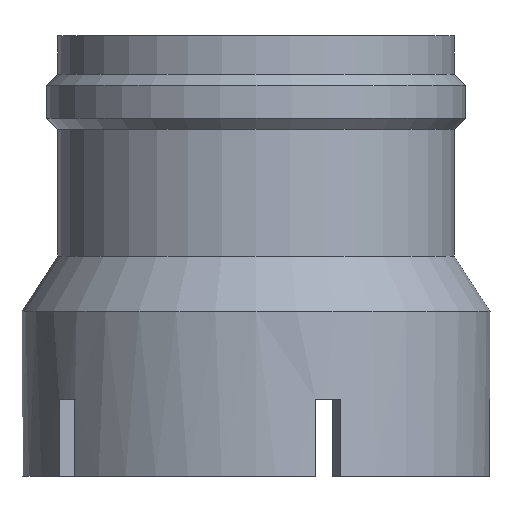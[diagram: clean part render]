
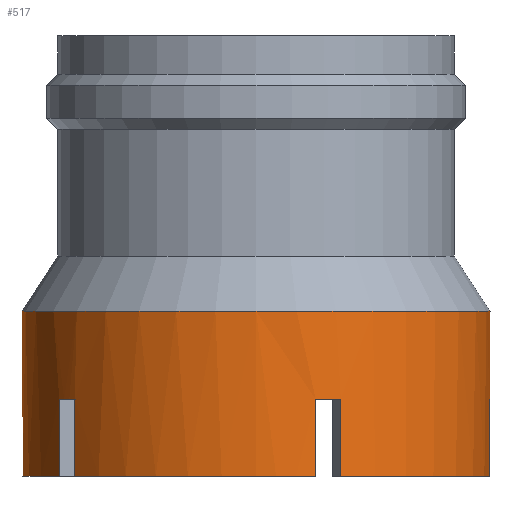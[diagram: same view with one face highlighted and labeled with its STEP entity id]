
A CAD part, left-side view. The second image highlights one B-rep face of the part: STEP entity #517.
In plain terms, the highlighted cylindrical face has radius 10.625 mm (diameter 21.25 mm), a full revolution.
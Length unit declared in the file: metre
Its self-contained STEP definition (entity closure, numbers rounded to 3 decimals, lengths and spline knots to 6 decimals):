
#19=LINE('',#785,#59);
#22=LINE('',#791,#62);
#28=LINE('',#812,#68);
#30=LINE('',#815,#70);
#36=LINE('',#836,#76);
#38=LINE('',#839,#78);
#44=LINE('',#860,#84);
#46=LINE('',#863,#86);
#52=LINE('',#889,#92);
#53=LINE('',#893,#93);
#59=VECTOR('',#621,1.);
#62=VECTOR('',#626,1.);
#68=VECTOR('',#646,1.);
#70=VECTOR('',#650,1.);
#76=VECTOR('',#670,1.);
#78=VECTOR('',#674,1.);
#84=VECTOR('',#694,1.);
#86=VECTOR('',#698,1.);
#92=VECTOR('',#728,1.);
#93=VECTOR('',#731,1.);
#210=ORIENTED_EDGE('',*,*,#308,.F.);
#211=ORIENTED_EDGE('',*,*,#316,.F.);
#212=ORIENTED_EDGE('',*,*,#317,.F.);
#213=ORIENTED_EDGE('',*,*,#318,.F.);
#214=ORIENTED_EDGE('',*,*,#296,.F.);
#215=ORIENTED_EDGE('',*,*,#301,.F.);
#216=ORIENTED_EDGE('',*,*,#306,.F.);
#217=ORIENTED_EDGE('',*,*,#303,.F.);
#218=ORIENTED_EDGE('',*,*,#284,.F.);
#219=ORIENTED_EDGE('',*,*,#289,.F.);
#220=ORIENTED_EDGE('',*,*,#294,.F.);
#221=ORIENTED_EDGE('',*,*,#291,.F.);
#222=ORIENTED_EDGE('',*,*,#272,.F.);
#223=ORIENTED_EDGE('',*,*,#277,.F.);
#224=ORIENTED_EDGE('',*,*,#282,.F.);
#225=ORIENTED_EDGE('',*,*,#279,.F.);
#226=ORIENTED_EDGE('',*,*,#259,.F.);
#227=ORIENTED_EDGE('',*,*,#264,.F.);
#228=ORIENTED_EDGE('',*,*,#270,.F.);
#229=ORIENTED_EDGE('',*,*,#267,.F.);
#230=ORIENTED_EDGE('',*,*,#319,.T.);
#259=EDGE_CURVE('',#329,#330,#379,.T.);
#264=EDGE_CURVE('',#333,#329,#19,.T.);
#267=EDGE_CURVE('',#336,#337,#22,.F.);
#270=EDGE_CURVE('',#337,#333,#381,.F.);
#272=EDGE_CURVE('',#339,#340,#383,.T.);
#277=EDGE_CURVE('',#343,#339,#28,.T.);
#279=EDGE_CURVE('',#330,#345,#30,.F.);
#282=EDGE_CURVE('',#345,#343,#385,.F.);
#284=EDGE_CURVE('',#347,#348,#387,.T.);
#289=EDGE_CURVE('',#351,#347,#36,.T.);
#291=EDGE_CURVE('',#340,#353,#38,.F.);
#294=EDGE_CURVE('',#353,#351,#389,.F.);
#296=EDGE_CURVE('',#355,#356,#391,.T.);
#301=EDGE_CURVE('',#359,#355,#44,.T.);
#303=EDGE_CURVE('',#348,#361,#46,.F.);
#306=EDGE_CURVE('',#361,#359,#393,.F.);
#308=EDGE_CURVE('',#363,#336,#395,.T.);
#316=EDGE_CURVE('',#369,#363,#52,.T.);
#317=EDGE_CURVE('',#370,#369,#400,.F.);
#318=EDGE_CURVE('',#356,#370,#53,.F.);
#319=EDGE_CURVE('',#371,#371,#401,.T.);
#329=VERTEX_POINT('',#774);
#330=VERTEX_POINT('',#775);
#333=VERTEX_POINT('',#783);
#336=VERTEX_POINT('',#790);
#337=VERTEX_POINT('',#792);
#339=VERTEX_POINT('',#801);
#340=VERTEX_POINT('',#802);
#343=VERTEX_POINT('',#810);
#345=VERTEX_POINT('',#816);
#347=VERTEX_POINT('',#825);
#348=VERTEX_POINT('',#826);
#351=VERTEX_POINT('',#834);
#353=VERTEX_POINT('',#840);
#355=VERTEX_POINT('',#849);
#356=VERTEX_POINT('',#850);
#359=VERTEX_POINT('',#858);
#361=VERTEX_POINT('',#864);
#363=VERTEX_POINT('',#873);
#369=VERTEX_POINT('',#890);
#370=VERTEX_POINT('',#892);
#371=VERTEX_POINT('',#895);
#379=CIRCLE('',#545,0.010625);
#381=CIRCLE('',#550,0.010625);
#383=CIRCLE('',#553,0.010625);
#385=CIRCLE('',#558,0.010625);
#387=CIRCLE('',#561,0.010625);
#389=CIRCLE('',#566,0.010625);
#391=CIRCLE('',#569,0.010625);
#393=CIRCLE('',#574,0.010625);
#395=CIRCLE('',#577,0.010625);
#400=CIRCLE('',#585,0.010625);
#401=CIRCLE('',#586,0.010625);
#430=EDGE_LOOP('',(#210,#211,#212,#213,#214,#215,#216,#217,#218,#219,#220,
#221,#222,#223,#224,#225,#226,#227,#228,#229));
#431=EDGE_LOOP('',(#230));
#472=FACE_BOUND('',#430,.T.);
#473=FACE_BOUND('',#431,.T.);
#493=CYLINDRICAL_SURFACE('',#584,0.010625);
#517=ADVANCED_FACE('',(#472,#473),#493,.T.);
#545=AXIS2_PLACEMENT_3D('',#773,#612,#613);
#550=AXIS2_PLACEMENT_3D('',#797,#631,#632);
#553=AXIS2_PLACEMENT_3D('',#800,#637,#638);
#558=AXIS2_PLACEMENT_3D('',#821,#655,#656);
#561=AXIS2_PLACEMENT_3D('',#824,#661,#662);
#566=AXIS2_PLACEMENT_3D('',#845,#679,#680);
#569=AXIS2_PLACEMENT_3D('',#848,#685,#686);
#574=AXIS2_PLACEMENT_3D('',#869,#703,#704);
#577=AXIS2_PLACEMENT_3D('',#872,#709,#710);
#584=AXIS2_PLACEMENT_3D('',#888,#726,#727);
#585=AXIS2_PLACEMENT_3D('',#891,#729,#730);
#586=AXIS2_PLACEMENT_3D('',#894,#732,#733);
#612=DIRECTION('',(0.,0.,-1.));
#613=DIRECTION('',(-1.,0.,0.));
#621=DIRECTION('',(0.,0.,-1.));
#626=DIRECTION('',(0.,0.,-1.));
#631=DIRECTION('',(0.,0.,1.));
#632=DIRECTION('',(0.309,-0.951,0.));
#637=DIRECTION('',(0.,0.,-1.));
#638=DIRECTION('',(-1.,0.,0.));
#646=DIRECTION('',(0.,0.,-1.));
#650=DIRECTION('',(0.,0.,-1.));
#655=DIRECTION('',(0.,0.,1.));
#656=DIRECTION('',(-0.809,-0.588,0.));
#661=DIRECTION('',(0.,0.,-1.));
#662=DIRECTION('',(-1.,0.,0.));
#670=DIRECTION('',(0.,0.,-1.));
#674=DIRECTION('',(0.,0.,-1.));
#679=DIRECTION('',(0.,0.,1.));
#680=DIRECTION('',(-0.809,0.588,0.));
#685=DIRECTION('',(0.,0.,-1.));
#686=DIRECTION('',(-1.,0.,0.));
#694=DIRECTION('',(0.,0.,-1.));
#698=DIRECTION('',(0.,0.,-1.));
#703=DIRECTION('',(0.,0.,1.));
#704=DIRECTION('',(0.309,0.951,0.));
#709=DIRECTION('',(0.,0.,-1.));
#710=DIRECTION('',(-1.,0.,0.));
#726=DIRECTION('',(0.,0.,-1.));
#727=DIRECTION('',(-1.,0.,0.));
#728=DIRECTION('',(0.,0.,-1.));
#729=DIRECTION('',(0.,0.,1.));
#730=DIRECTION('',(1.,0.,0.));
#731=DIRECTION('',(0.,0.,-1.));
#732=DIRECTION('',(0.,0.,-1.));
#733=DIRECTION('',(-1.,0.,0.));
#773=CARTESIAN_POINT('',(0.,0.,0.));
#774=CARTESIAN_POINT('',(-0.010274,-0.002707,0.));
#775=CARTESIAN_POINT('',(-0.006721,0.008229,0.));
#783=CARTESIAN_POINT('',(-0.010274,-0.002707,0.0035));
#785=CARTESIAN_POINT('',(-0.010274,-0.002707,0.01));
#790=CARTESIAN_POINT('',(-0.009903,-0.003849,0.));
#791=CARTESIAN_POINT('',(-0.009903,-0.003849,0.01));
#792=CARTESIAN_POINT('',(-0.009903,-0.003849,0.0035));
#797=CARTESIAN_POINT('',(0.,0.,0.0035));
#800=CARTESIAN_POINT('',(0.,0.,0.));
#801=CARTESIAN_POINT('',(-0.00575,0.008935,0.));
#802=CARTESIAN_POINT('',(0.00575,0.008935,0.));
#810=CARTESIAN_POINT('',(-0.00575,0.008935,0.0035));
#812=CARTESIAN_POINT('',(-0.00575,0.008935,0.01));
#815=CARTESIAN_POINT('',(-0.006721,0.008229,0.01));
#816=CARTESIAN_POINT('',(-0.006721,0.008229,0.0035));
#821=CARTESIAN_POINT('',(0.,0.,0.0035));
#824=CARTESIAN_POINT('',(0.,0.,0.));
#825=CARTESIAN_POINT('',(0.006721,0.008229,0.));
#826=CARTESIAN_POINT('',(0.010274,-0.002707,0.));
#834=CARTESIAN_POINT('',(0.006721,0.008229,0.0035));
#836=CARTESIAN_POINT('',(0.006721,0.008229,0.01));
#839=CARTESIAN_POINT('',(0.00575,0.008935,0.01));
#840=CARTESIAN_POINT('',(0.00575,0.008935,0.0035));
#845=CARTESIAN_POINT('',(0.,0.,0.0035));
#848=CARTESIAN_POINT('',(0.,0.,0.));
#849=CARTESIAN_POINT('',(0.009903,-0.003849,0.));
#850=CARTESIAN_POINT('',(0.0006,-0.010608,0.));
#858=CARTESIAN_POINT('',(0.009903,-0.003849,0.0035));
#860=CARTESIAN_POINT('',(0.009903,-0.003849,0.01));
#863=CARTESIAN_POINT('',(0.010274,-0.002707,0.01));
#864=CARTESIAN_POINT('',(0.010274,-0.002707,0.0035));
#869=CARTESIAN_POINT('',(0.,0.,0.0035));
#872=CARTESIAN_POINT('',(0.,0.,0.));
#873=CARTESIAN_POINT('',(-0.0006,-0.010608,0.));
#888=CARTESIAN_POINT('',(0.,0.,0.01));
#889=CARTESIAN_POINT('',(-0.0006,-0.010608,0.01));
#890=CARTESIAN_POINT('',(-0.0006,-0.010608,0.0035));
#891=CARTESIAN_POINT('',(0.,0.,0.0035));
#892=CARTESIAN_POINT('',(0.0006,-0.010608,0.0035));
#893=CARTESIAN_POINT('',(0.0006,-0.010608,0.01));
#894=CARTESIAN_POINT('',(0.,0.,0.0075));
#895=CARTESIAN_POINT('',(-0.010625,0.,0.0075));
